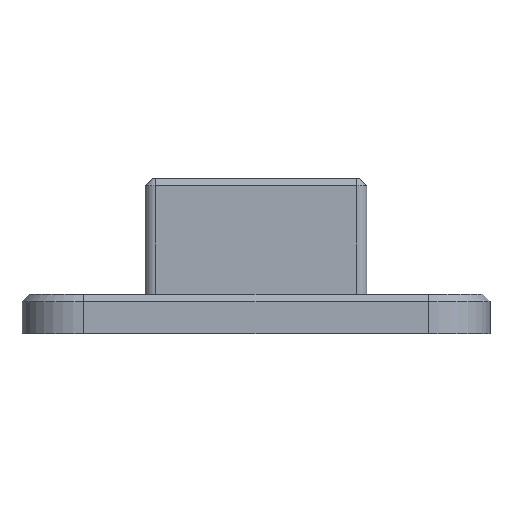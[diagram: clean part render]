
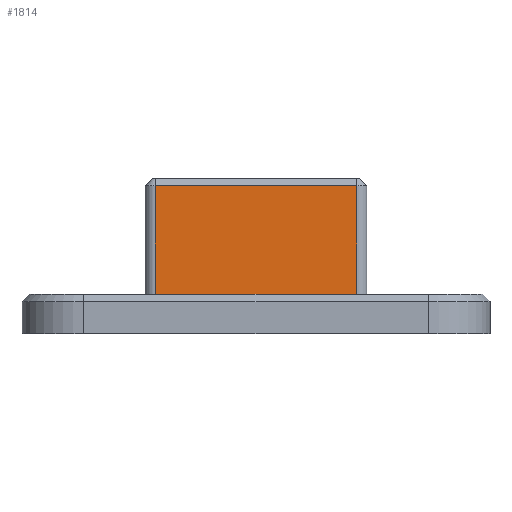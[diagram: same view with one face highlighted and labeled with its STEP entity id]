
A CAD part, front view. The second image highlights one B-rep face of the part: STEP entity #1814.
In plain terms, the highlighted planar face has unit normal (0, -1, 0).
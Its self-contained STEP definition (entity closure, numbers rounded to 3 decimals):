
#1497=CARTESIAN_POINT('',(33.181,-136.009,2.633));
#1498=VERTEX_POINT('',#1497);
#1506=CARTESIAN_POINT('',(24.981,-136.009,2.633));
#1507=VERTEX_POINT('',#1506);
#1508=CARTESIAN_POINT('',(24.981,-136.009,2.633));
#1509=DIRECTION('',(1.,0.,-0.));
#1510=VECTOR('',#1509,8.2);
#1511=LINE('',#1508,#1510);
#1512=EDGE_CURVE('',#1507,#1498,#1511,.T.);
#1784=CARTESIAN_POINT('',(29.127,-136.009,7.333));
#1785=DIRECTION('',(-0.,1.,-0.));
#1786=DIRECTION('',(0.,0.,1.));
#1787=AXIS2_PLACEMENT_3D('',#1784,#1785,#1786);
#1788=PLANE('',#1787);
#1789=CARTESIAN_POINT('',(33.181,-136.009,7.033));
#1790=VERTEX_POINT('',#1789);
#1791=CARTESIAN_POINT('',(33.181,-136.009,2.633));
#1792=DIRECTION('',(0.,0.,1.));
#1793=VECTOR('',#1792,4.4);
#1794=LINE('',#1791,#1793);
#1795=EDGE_CURVE('',#1498,#1790,#1794,.T.);
#1796=ORIENTED_EDGE('',*,*,#1795,.T.);
#1797=CARTESIAN_POINT('',(24.981,-136.009,7.033));
#1798=VERTEX_POINT('',#1797);
#1799=CARTESIAN_POINT('',(33.181,-136.009,7.033));
#1800=DIRECTION('',(-1.,0.,0.));
#1801=VECTOR('',#1800,8.2);
#1802=LINE('',#1799,#1801);
#1803=EDGE_CURVE('',#1790,#1798,#1802,.T.);
#1804=ORIENTED_EDGE('',*,*,#1803,.T.);
#1805=CARTESIAN_POINT('',(24.981,-136.009,7.033));
#1806=DIRECTION('',(-0.,-0.,-1.));
#1807=VECTOR('',#1806,4.4);
#1808=LINE('',#1805,#1807);
#1809=EDGE_CURVE('',#1798,#1507,#1808,.T.);
#1810=ORIENTED_EDGE('',*,*,#1809,.T.);
#1811=ORIENTED_EDGE('',*,*,#1512,.T.);
#1812=EDGE_LOOP('',(#1796,#1804,#1810,#1811));
#1813=FACE_BOUND('',#1812,.T.);
#1814=ADVANCED_FACE('',(#1813),#1788,.F.);
